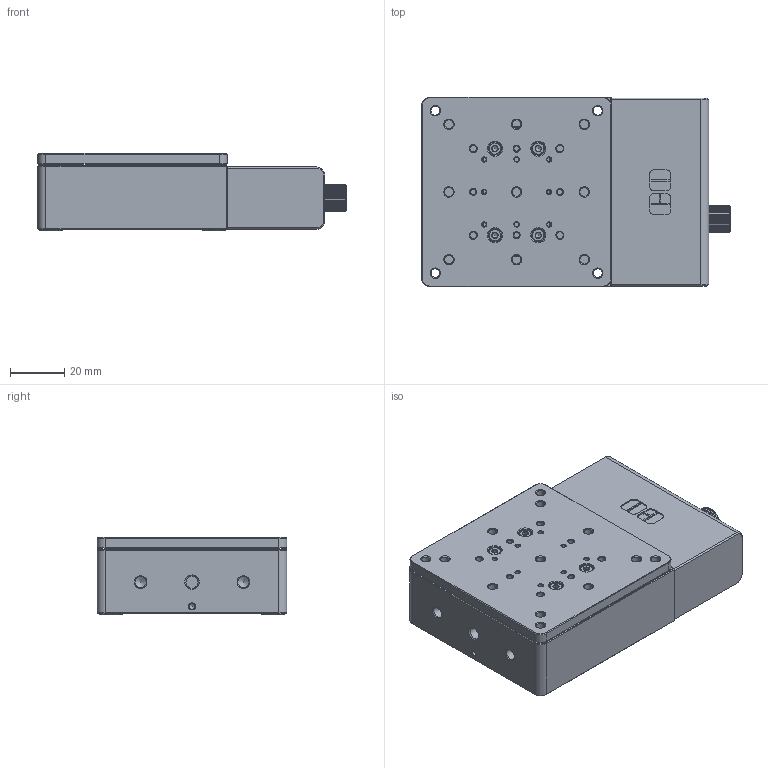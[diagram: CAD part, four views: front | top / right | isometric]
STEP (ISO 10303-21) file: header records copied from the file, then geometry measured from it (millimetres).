
FILE_DESCRIPTION(/* description */ (''),/* implementation_level */ '2;1');
FILE_NAME(/* name */ 'LCT-70x70_simpel',/* time_stamp */ '2023-05-06T19:25:48+02:00',/* author */ (''),/* organization */ ('GMT Europe'),/* preprocessor_version */ 'ST-DEVELOPER v16.7',/* originating_system */ 'Solid Edge',/* authorisation */ 'Unknown');
FILE_SCHEMA (('AUTOMOTIVE_DESIGN {1 0 10303 214 3 1 1}'));
Length unit declared in the file: millimetre
Products named in the file (7): LCT-70x70; LCT-001-70x70; LCT-002; LCT-003-70x70; LCT-004-70x70; LCT-008; Schraube ISO4762-ZK-I6K-M2.5 x 5-A2
Assembly tree (9 placements, depth 2):
  LCT-70x70
    LCT-001-70x70
    LCT-002
    LCT-003-70x70
    LCT-004-70x70
    LCT-008
    Schraube ISO4762-ZK-I6K-M2.5 x 5-A2  x4
Bounding box: 113.9 x 70 x 28.5 mm (x, y, z)
Volume: 212121.6 mm3; surface area: 49286.7 mm2
Topology: 9 solids, 9 shells, 648 faces, 1548 edges, 951 vertices
Faces by surface type: plane 250, cone 229, cylinder 157, torus 12
Full cylindrical faces by diameter (mm): 1.567 x12, 2 x10, 2.013 x12, 2.459 x4, 2.5 x4, 2.7 x4, 3 x4, 3.242 x13, 4.134 x2, 4.3 x4, 4.5 x1, 4.68 x4, 5 x5, 6 x2, 7.5 x4, 8 x2, 8.1 x1, 9 x4, 11 x1
Entity records: 17867 total; most frequent: CARTESIAN_POINT 2915, DIRECTION 2632, ORIENTED_EDGE 2154, AXIS2_PLACEMENT_3D 1097, EDGE_CURVE 1077, FACE_BOUND 942, EDGE_LOOP 927, VERTEX_POINT 755
